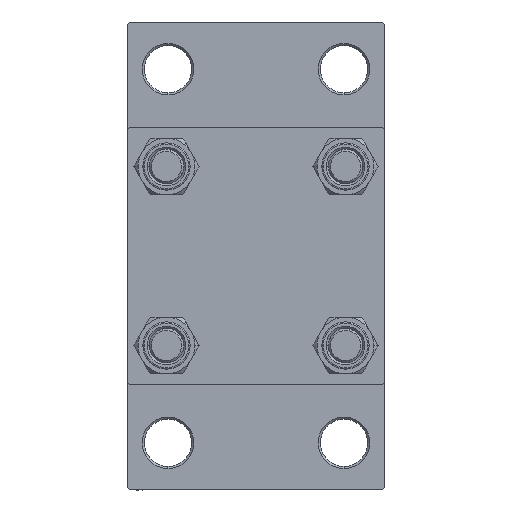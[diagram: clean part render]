
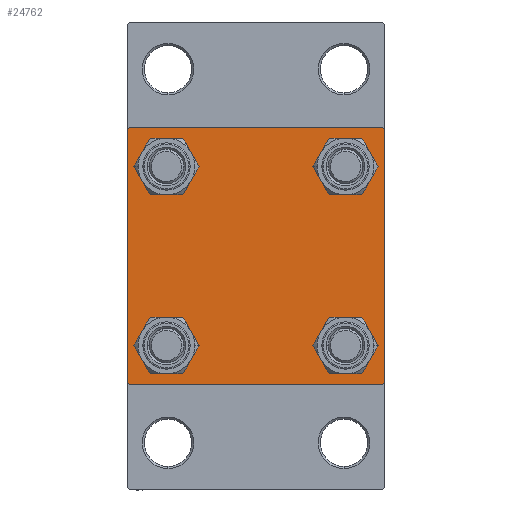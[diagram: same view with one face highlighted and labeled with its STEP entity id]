
A CAD part, left-side view. The second image highlights one B-rep face of the part: STEP entity #24762.
In plain terms, the highlighted planar face has unit normal (-1, 0, 0).
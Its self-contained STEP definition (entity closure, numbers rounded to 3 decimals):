
#111 = CARTESIAN_POINT ( 'NONE',  ( 0., 30., 30. ) ) ;
#232 = CARTESIAN_POINT ( 'NONE',  ( 0., -20.85, -25.35 ) ) ;
#589 = CARTESIAN_POINT ( 'NONE',  ( 0., -20.85, 20.85 ) ) ;
#654 = CIRCLE ( 'NONE', #18270, 4.5 ) ;
#908 = EDGE_CURVE ( 'NONE', #43780, #44202, #654, .T. ) ;
#989 = ORIENTED_EDGE ( 'NONE', *, *, #34861, .T. ) ;
#1504 = CARTESIAN_POINT ( 'NONE',  ( 0., -30., 30. ) ) ;
#2314 = VERTEX_POINT ( 'NONE', #4715 ) ;
#2952 = EDGE_CURVE ( 'NONE', #27921, #14769, #17961, .T. ) ;
#3538 = DIRECTION ( 'NONE',  ( -1., 0., 0. ) ) ;
#3994 = EDGE_LOOP ( 'NONE', ( #989, #27035 ) ) ;
#4437 = VERTEX_POINT ( 'NONE', #43262 ) ;
#4715 = CARTESIAN_POINT ( 'NONE',  ( 0., -30., -29.5 ) ) ;
#4875 = CIRCLE ( 'NONE', #15613, 4.5 ) ;
#6215 = LINE ( 'NONE', #1504, #38161 ) ;
#6427 = FACE_BOUND ( 'NONE', #27494, .T. ) ;
#7173 = CARTESIAN_POINT ( 'NONE',  ( 0., -20.85, 25.35 ) ) ;
#7575 = VERTEX_POINT ( 'NONE', #22662 ) ;
#7658 = ORIENTED_EDGE ( 'NONE', *, *, #10731, .T. ) ;
#7784 = DIRECTION ( 'NONE',  ( 0., -1., 0. ) ) ;
#7791 = DIRECTION ( 'NONE',  ( 1., 0., 0. ) ) ;
#8393 = ORIENTED_EDGE ( 'NONE', *, *, #19010, .T. ) ;
#8616 = DIRECTION ( 'NONE',  ( 1., 0., 0. ) ) ;
#9450 = VERTEX_POINT ( 'NONE', #34030 ) ;
#9884 = LINE ( 'NONE', #27637, #22711 ) ;
#10064 = CIRCLE ( 'NONE', #20802, 4.5 ) ;
#10198 = ORIENTED_EDGE ( 'NONE', *, *, #908, .T. ) ;
#10311 = LINE ( 'NONE', #29012, #11588 ) ;
#10717 = PLANE ( 'NONE',  #46482 ) ;
#10731 = EDGE_CURVE ( 'NONE', #29883, #4437, #28185, .T. ) ;
#11252 = CARTESIAN_POINT ( 'NONE',  ( 0., -20.85, -20.85 ) ) ;
#11466 = VECTOR ( 'NONE', #26303, 1000. ) ;
#11588 = VECTOR ( 'NONE', #43175, 1000. ) ;
#11631 = CARTESIAN_POINT ( 'NONE',  ( 0., 30., 29.5 ) ) ;
#12358 = ORIENTED_EDGE ( 'NONE', *, *, #35290, .F. ) ;
#12413 = EDGE_CURVE ( 'NONE', #13543, #29883, #45108, .T. ) ;
#13084 = CARTESIAN_POINT ( 'NONE',  ( 0., 30., 30. ) ) ;
#13543 = VERTEX_POINT ( 'NONE', #26812 ) ;
#13563 = EDGE_LOOP ( 'NONE', ( #39061, #36658 ) ) ;
#13843 = CARTESIAN_POINT ( 'NONE',  ( 0., 0., 0. ) ) ;
#14703 = DIRECTION ( 'NONE',  ( 1., 0., 0. ) ) ;
#14769 = VERTEX_POINT ( 'NONE', #32062 ) ;
#15380 = CARTESIAN_POINT ( 'NONE',  ( 0., -20.85, -20.85 ) ) ;
#15507 = CARTESIAN_POINT ( 'NONE',  ( 0., -20.85, -16.35 ) ) ;
#15613 = AXIS2_PLACEMENT_3D ( 'NONE', #40023, #36899, #25137 ) ;
#15934 = EDGE_CURVE ( 'NONE', #44202, #43780, #4875, .T. ) ;
#16003 = ORIENTED_EDGE ( 'NONE', *, *, #15934, .T. ) ;
#16015 = CARTESIAN_POINT ( 'NONE',  ( 0., -29.5, 30. ) ) ;
#16028 = CARTESIAN_POINT ( 'NONE',  ( 0., -30., 29.5 ) ) ;
#16933 = DIRECTION ( 'NONE',  ( 0., 0., 1. ) ) ;
#17198 = DIRECTION ( 'NONE',  ( 0., 0., 1. ) ) ;
#17424 = FACE_BOUND ( 'NONE', #21433, .T. ) ;
#17961 = LINE ( 'NONE', #39803, #11466 ) ;
#18270 = AXIS2_PLACEMENT_3D ( 'NONE', #36130, #39479, #16933 ) ;
#18272 = EDGE_LOOP ( 'NONE', ( #7658, #20573, #42309, #8393, #39545, #37366, #12358, #24092 ) ) ;
#19010 = EDGE_CURVE ( 'NONE', #14769, #2314, #45526, .T. ) ;
#20056 = VERTEX_POINT ( 'NONE', #7173 ) ;
#20573 = ORIENTED_EDGE ( 'NONE', *, *, #23310, .T. ) ;
#20802 = AXIS2_PLACEMENT_3D ( 'NONE', #589, #7791, #29845 ) ;
#21036 = DIRECTION ( 'NONE',  ( 0., 0., 1. ) ) ;
#21417 = CARTESIAN_POINT ( 'NONE',  ( 0., 20.85, 20.85 ) ) ;
#21433 = EDGE_LOOP ( 'NONE', ( #16003, #10198 ) ) ;
#21499 = AXIS2_PLACEMENT_3D ( 'NONE', #34567, #23288, #27126 ) ;
#21909 = CARTESIAN_POINT ( 'NONE',  ( 0., 20.85, -16.35 ) ) ;
#22662 = CARTESIAN_POINT ( 'NONE',  ( 0., 20.85, 25.35 ) ) ;
#22711 = VECTOR ( 'NONE', #42281, 1000. ) ;
#23265 = DIRECTION ( 'NONE',  ( 0., 0.707, -0.707 ) ) ;
#23288 = DIRECTION ( 'NONE',  ( 1., 0., 0. ) ) ;
#23310 = EDGE_CURVE ( 'NONE', #4437, #27921, #9884, .T. ) ;
#23462 = VECTOR ( 'NONE', #23672, 1000. ) ;
#23672 = DIRECTION ( 'NONE',  ( 0., -0.707, 0.707 ) ) ;
#23704 = CARTESIAN_POINT ( 'NONE',  ( 0., -20.85, 20.85 ) ) ;
#23961 = VERTEX_POINT ( 'NONE', #15507 ) ;
#24092 = ORIENTED_EDGE ( 'NONE', *, *, #12413, .T. ) ;
#24762 = ADVANCED_FACE ( 'NONE', ( #28955, #6427, #17424, #40231, #43353 ), #10717, .T. ) ;
#24968 = AXIS2_PLACEMENT_3D ( 'NONE', #15380, #30012, #40571 ) ;
#25137 = DIRECTION ( 'NONE',  ( 0., 0., 1. ) ) ;
#26303 = DIRECTION ( 'NONE',  ( 0., -1., 0. ) ) ;
#26812 = CARTESIAN_POINT ( 'NONE',  ( 0., 29.5, 30. ) ) ;
#26930 = VECTOR ( 'NONE', #7784, 1000. ) ;
#27035 = ORIENTED_EDGE ( 'NONE', *, *, #30916, .T. ) ;
#27126 = DIRECTION ( 'NONE',  ( 0., 0., 1. ) ) ;
#27494 = EDGE_LOOP ( 'NONE', ( #37532, #28019 ) ) ;
#27637 = CARTESIAN_POINT ( 'NONE',  ( 0., 29.75, -29.75 ) ) ;
#27721 = VECTOR ( 'NONE', #23265, 1000. ) ;
#27921 = VERTEX_POINT ( 'NONE', #45975 ) ;
#28019 = ORIENTED_EDGE ( 'NONE', *, *, #36051, .T. ) ;
#28185 = LINE ( 'NONE', #13084, #33150 ) ;
#28337 = EDGE_CURVE ( 'NONE', #35170, #2314, #6215, .T. ) ;
#28509 = DIRECTION ( 'NONE',  ( 0., 0., -1. ) ) ;
#28955 = FACE_BOUND ( 'NONE', #13563, .T. ) ;
#29012 = CARTESIAN_POINT ( 'NONE',  ( 0., -29.75, 29.75 ) ) ;
#29180 = CIRCLE ( 'NONE', #21499, 4.5 ) ;
#29836 = CIRCLE ( 'NONE', #40556, 4.5 ) ;
#29845 = DIRECTION ( 'NONE',  ( 0., 0., 1. ) ) ;
#29883 = VERTEX_POINT ( 'NONE', #11631 ) ;
#30003 = AXIS2_PLACEMENT_3D ( 'NONE', #23704, #39278, #21036 ) ;
#30012 = DIRECTION ( 'NONE',  ( 1., 0., 0. ) ) ;
#30234 = CARTESIAN_POINT ( 'NONE',  ( 0., 29.75, 29.75 ) ) ;
#30916 = EDGE_CURVE ( 'NONE', #42116, #7575, #29836, .T. ) ;
#32062 = CARTESIAN_POINT ( 'NONE',  ( 0., -29.5, -30. ) ) ;
#32679 = CARTESIAN_POINT ( 'NONE',  ( 0., 20.85, 16.35 ) ) ;
#33150 = VECTOR ( 'NONE', #42366, 1000. ) ;
#33181 = DIRECTION ( 'NONE',  ( 0., 0., 1. ) ) ;
#33740 = AXIS2_PLACEMENT_3D ( 'NONE', #11252, #8616, #44362 ) ;
#34030 = CARTESIAN_POINT ( 'NONE',  ( 0., -20.85, 16.35 ) ) ;
#34176 = CIRCLE ( 'NONE', #24968, 4.5 ) ;
#34567 = CARTESIAN_POINT ( 'NONE',  ( 0., 20.85, 20.85 ) ) ;
#34861 = EDGE_CURVE ( 'NONE', #7575, #42116, #29180, .T. ) ;
#35170 = VERTEX_POINT ( 'NONE', #16028 ) ;
#35290 = EDGE_CURVE ( 'NONE', #13543, #44886, #40408, .T. ) ;
#35917 = EDGE_CURVE ( 'NONE', #35170, #44886, #10311, .T. ) ;
#36051 = EDGE_CURVE ( 'NONE', #41628, #23961, #44467, .T. ) ;
#36130 = CARTESIAN_POINT ( 'NONE',  ( 0., 20.85, -20.85 ) ) ;
#36484 = CARTESIAN_POINT ( 'NONE',  ( 0., 20.85, -25.35 ) ) ;
#36658 = ORIENTED_EDGE ( 'NONE', *, *, #39495, .T. ) ;
#36899 = DIRECTION ( 'NONE',  ( 1., 0., 0. ) ) ;
#37366 = ORIENTED_EDGE ( 'NONE', *, *, #35917, .T. ) ;
#37532 = ORIENTED_EDGE ( 'NONE', *, *, #46759, .T. ) ;
#38161 = VECTOR ( 'NONE', #28509, 1000. ) ;
#39061 = ORIENTED_EDGE ( 'NONE', *, *, #39982, .T. ) ;
#39278 = DIRECTION ( 'NONE',  ( 1., 0., 0. ) ) ;
#39479 = DIRECTION ( 'NONE',  ( 1., 0., 0. ) ) ;
#39495 = EDGE_CURVE ( 'NONE', #9450, #20056, #45366, .T. ) ;
#39545 = ORIENTED_EDGE ( 'NONE', *, *, #28337, .F. ) ;
#39803 = CARTESIAN_POINT ( 'NONE',  ( 0., 30., -30. ) ) ;
#39982 = EDGE_CURVE ( 'NONE', #20056, #9450, #10064, .T. ) ;
#40023 = CARTESIAN_POINT ( 'NONE',  ( 0., 20.85, -20.85 ) ) ;
#40231 = FACE_BOUND ( 'NONE', #3994, .T. ) ;
#40408 = LINE ( 'NONE', #111, #26930 ) ;
#40556 = AXIS2_PLACEMENT_3D ( 'NONE', #21417, #14703, #33181 ) ;
#40571 = DIRECTION ( 'NONE',  ( 0., 0., 1. ) ) ;
#41628 = VERTEX_POINT ( 'NONE', #232 ) ;
#42116 = VERTEX_POINT ( 'NONE', #32679 ) ;
#42281 = DIRECTION ( 'NONE',  ( 0., -0.707, -0.707 ) ) ;
#42309 = ORIENTED_EDGE ( 'NONE', *, *, #2952, .T. ) ;
#42366 = DIRECTION ( 'NONE',  ( 0., 0., -1. ) ) ;
#43175 = DIRECTION ( 'NONE',  ( 0., 0.707, 0.707 ) ) ;
#43262 = CARTESIAN_POINT ( 'NONE',  ( 0., 30., -29.5 ) ) ;
#43353 = FACE_OUTER_BOUND ( 'NONE', #18272, .T. ) ;
#43780 = VERTEX_POINT ( 'NONE', #36484 ) ;
#44202 = VERTEX_POINT ( 'NONE', #21909 ) ;
#44362 = DIRECTION ( 'NONE',  ( 0., 0., 1. ) ) ;
#44467 = CIRCLE ( 'NONE', #33740, 4.5 ) ;
#44886 = VERTEX_POINT ( 'NONE', #16015 ) ;
#45108 = LINE ( 'NONE', #30234, #27721 ) ;
#45366 = CIRCLE ( 'NONE', #30003, 4.5 ) ;
#45526 = LINE ( 'NONE', #46449, #23462 ) ;
#45975 = CARTESIAN_POINT ( 'NONE',  ( 0., 29.5, -30. ) ) ;
#46449 = CARTESIAN_POINT ( 'NONE',  ( 0., -29.75, -29.75 ) ) ;
#46482 = AXIS2_PLACEMENT_3D ( 'NONE', #13843, #3538, #17198 ) ;
#46759 = EDGE_CURVE ( 'NONE', #23961, #41628, #34176, .T. ) ;
